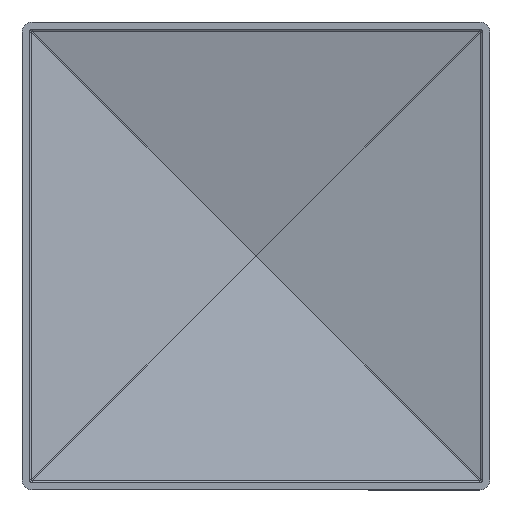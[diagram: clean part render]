
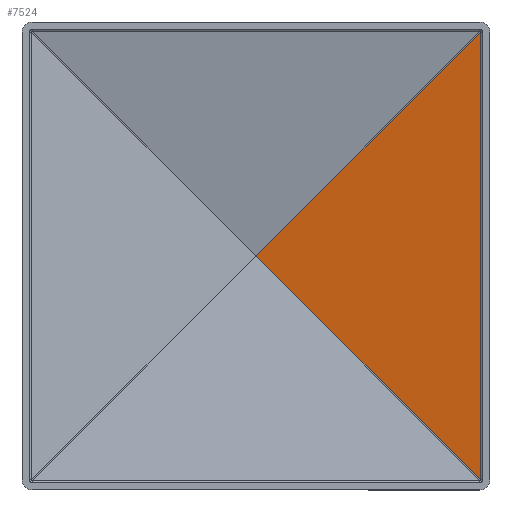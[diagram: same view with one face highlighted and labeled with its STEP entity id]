
A CAD part, front view. The second image highlights one B-rep face of the part: STEP entity #7524.
In plain terms, the highlighted planar face has unit normal (-0.209, -0.978, 0).
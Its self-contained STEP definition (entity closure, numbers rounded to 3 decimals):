
#586 = DIRECTION ( 'NONE',  ( 0.699, -0.15, -0.699 ) ) ;
#655 = DIRECTION ( 'NONE',  ( -0.209, -0.978, 0. ) ) ;
#1123 = ORIENTED_EDGE ( 'NONE', *, *, #6340, .T. ) ;
#1929 = LINE ( 'NONE', #10229, #3277 ) ;
#2707 = PLANE ( 'NONE',  #13824 ) ;
#3029 = CARTESIAN_POINT ( 'NONE',  ( 44.855, 8.872, -46.75 ) ) ;
#3277 = VECTOR ( 'NONE', #586, 1000. ) ;
#3324 = ORIENTED_EDGE ( 'NONE', *, *, #12622, .T. ) ;
#4560 = EDGE_LOOP ( 'NONE', ( #9240, #1123, #3324 ) ) ;
#4877 = CARTESIAN_POINT ( 'NONE',  ( -0.293, 18.531, -46.75 ) ) ;
#4953 = EDGE_CURVE ( 'NONE', #5912, #5123, #6804, .T. ) ;
#5123 = VERTEX_POINT ( 'NONE', #6251 ) ;
#5217 = VERTEX_POINT ( 'NONE', #10422 ) ;
#5344 = DIRECTION ( 'NONE',  ( 0., 0., 1. ) ) ;
#5912 = VERTEX_POINT ( 'NONE', #11879 ) ;
#5973 = CARTESIAN_POINT ( 'NONE',  ( -22.951, 23.379, -23.055 ) ) ;
#6251 = CARTESIAN_POINT ( 'NONE',  ( 0.105, 18.446, 0. ) ) ;
#6340 = EDGE_CURVE ( 'NONE', #5123, #5217, #1929, .T. ) ;
#6804 = LINE ( 'NONE', #5973, #12149 ) ;
#7029 = DIRECTION ( 'NONE',  ( -0.699, 0.15, -0.699 ) ) ;
#7524 = ADVANCED_FACE ( 'NONE', ( #12627 ), #2707, .T. ) ;
#9240 = ORIENTED_EDGE ( 'NONE', *, *, #4953, .T. ) ;
#9775 = VECTOR ( 'NONE', #5344, 1000. ) ;
#10229 = CARTESIAN_POINT ( 'NONE',  ( 22.753, 13.6, -22.649 ) ) ;
#10422 = CARTESIAN_POINT ( 'NONE',  ( 44.855, 8.872, -44.75 ) ) ;
#11879 = CARTESIAN_POINT ( 'NONE',  ( 44.855, 8.872, 44.75 ) ) ;
#12094 = LINE ( 'NONE', #3029, #9775 ) ;
#12149 = VECTOR ( 'NONE', #7029, 1000. ) ;
#12247 = DIRECTION ( 'NONE',  ( 0.978, -0.209, 0. ) ) ;
#12622 = EDGE_CURVE ( 'NONE', #5217, #5912, #12094, .T. ) ;
#12627 = FACE_OUTER_BOUND ( 'NONE', #4560, .T. ) ;
#13824 = AXIS2_PLACEMENT_3D ( 'NONE', #4877, #655, #12247 ) ;
